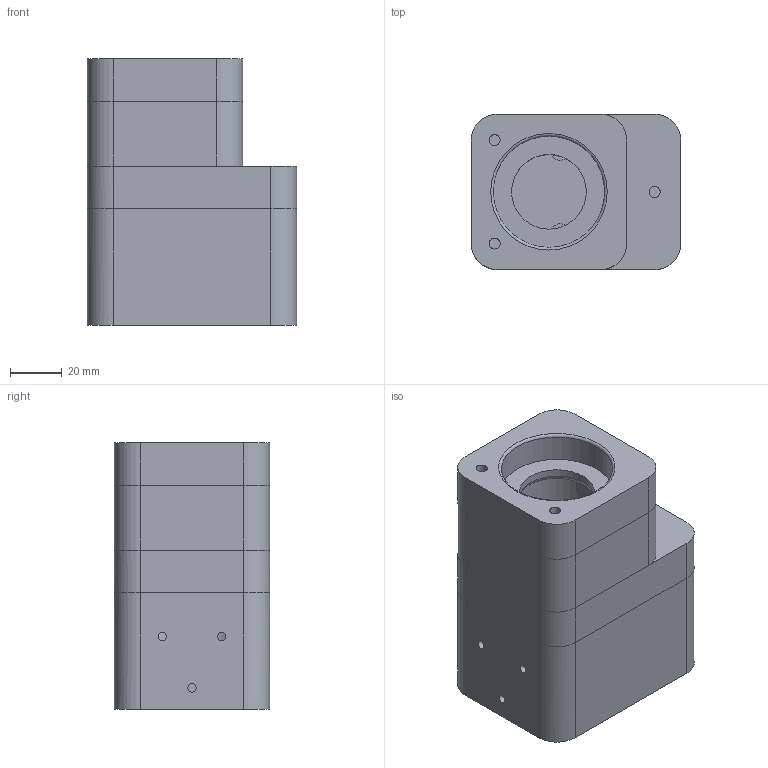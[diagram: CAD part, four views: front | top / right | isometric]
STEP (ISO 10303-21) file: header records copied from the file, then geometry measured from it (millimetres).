
FILE_DESCRIPTION(('FreeCAD Model'),'2;1');
FILE_NAME('Open CASCADE Shape Model','2023-10-08T05:22:00',(''),(''), 'Open CASCADE STEP processor 7.6','FreeCAD','Unknown');
FILE_SCHEMA(('AUTOMOTIVE_DESIGN { 1 0 10303 214 1 1 1 1 }'));
Length unit declared in the file: millimetre
Products named in the file (1): a3_001
Bounding box: 80.9 x 60 x 103 mm (x, y, z)
Volume: 291705.7 mm3; surface area: 56255.4 mm2
Topology: 1 solids, 1 shells, 154 faces, 374 edges, 228 vertices
Faces by surface type: plane 75, cylinder 67, torus 12
Full cylindrical faces by diameter (mm): 3.25 x7, 4.25 x7, 5.6 x3, 6.5 x6, 23 x1, 28.856 x2, 32.856 x1, 43 x2
Entity records: 10443 total; most frequent: CARTESIAN_POINT 2922, DIRECTION 1440, ORIENTED_EDGE 748, PCURVE 748, DEFINITIONAL_REPRESENTATION 748, LINE 720, VECTOR 720, EDGE_CURVE 374
